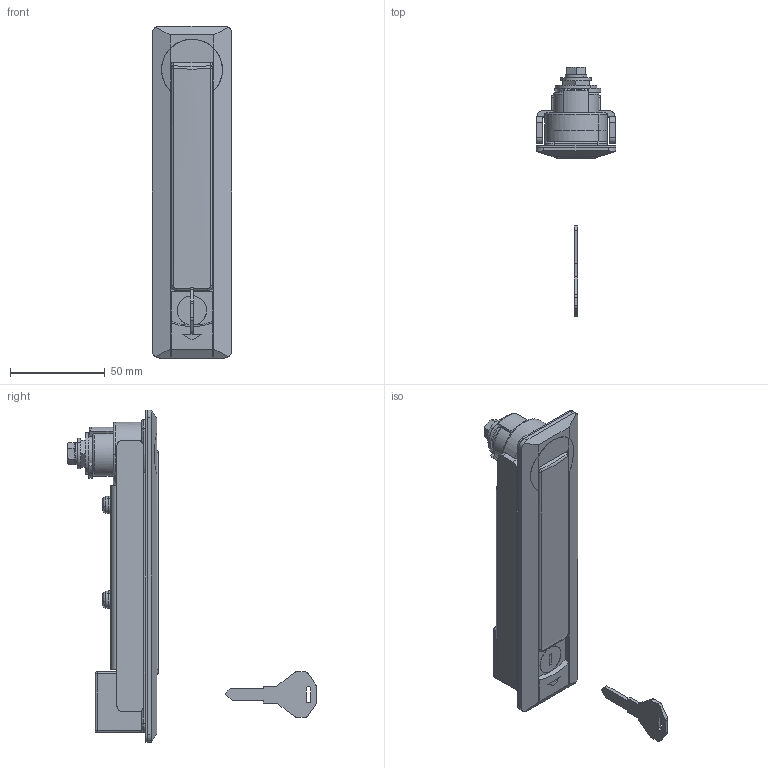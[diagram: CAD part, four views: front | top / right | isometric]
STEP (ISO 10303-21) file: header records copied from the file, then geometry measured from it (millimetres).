
FILE_DESCRIPTION((''),'2;1');
FILE_NAME('','2012-08-22T10:09:00',(''),(''),'','CADfix','');
FILE_SCHEMA(('AUTOMOTIVE_DESIGN { 1 0 10303 214 1 1 1 1 }'));
Length unit declared in the file: millimetre
Bounding box: 42 x 131.31 x 175 mm (x, y, z)
Volume: 111596.1 mm3; surface area: 76632.6 mm2
Topology: 14 solids, 15 shells, 489 faces, 1459 edges, 1019 vertices
Faces by surface type: bspline 489
Entity records: 21601 total; most frequent: CARTESIAN_POINT 11401, ORIENTED_EDGE 2914, EDGE_CURVE 1457, STYLED_ITEM 1269, VERTEX_POINT 1018, QUASI_UNIFORM_CURVE 738, B_SPLINE_CURVE_WITH_KNOTS 695, EDGE_LOOP 529
